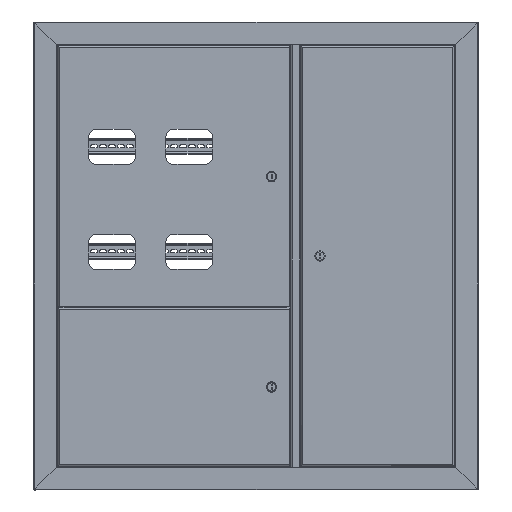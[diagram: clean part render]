
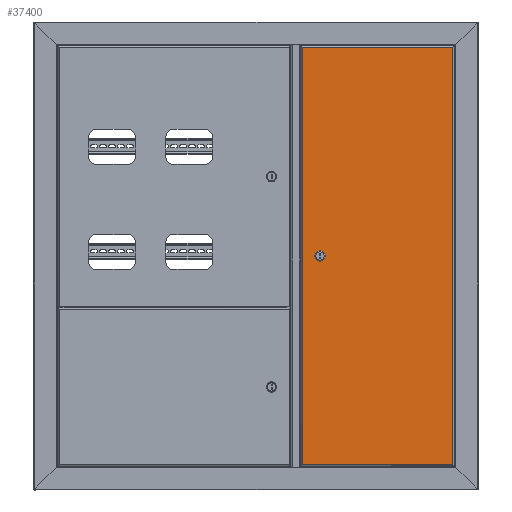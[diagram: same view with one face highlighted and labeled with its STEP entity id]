
A CAD part, top view. The second image highlights one B-rep face of the part: STEP entity #37400.
In plain terms, the highlighted planar face has unit normal (0, 0, 1).
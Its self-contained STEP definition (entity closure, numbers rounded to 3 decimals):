
#306 = CARTESIAN_POINT ( 'NONE',  ( 444.551, 48.5, 0. ) ) ;
#446 = EDGE_CURVE ( 'NONE', #1565, #50328, #55523, .T. ) ;
#1447 = EDGE_CURVE ( 'NONE', #36822, #12423, #49580, .T. ) ;
#1565 = VERTEX_POINT ( 'NONE', #19489 ) ;
#1644 = EDGE_CURVE ( 'NONE', #50328, #9523, #29939, .T. ) ;
#2326 = VERTEX_POINT ( 'NONE', #17608 ) ;
#2409 = EDGE_CURVE ( 'NONE', #10149, #12034, #2820, .T. ) ;
#2820 = LINE ( 'NONE', #12090, #16407 ) ;
#3445 = ORIENTED_EDGE ( 'NONE', *, *, #1644, .T. ) ;
#3734 = FACE_OUTER_BOUND ( 'NONE', #20297, .T. ) ;
#4454 = DIRECTION ( 'NONE',  ( 0., 1., 0. ) ) ;
#6331 = AXIS2_PLACEMENT_3D ( 'NONE', #21984, #7942, #57695 ) ;
#7305 = CARTESIAN_POINT ( 'NONE',  ( 444.551, 31.5, 0. ) ) ;
#7545 = ORIENTED_EDGE ( 'NONE', *, *, #17867, .F. ) ;
#7942 = DIRECTION ( 'NONE',  ( 0., 0., -1. ) ) ;
#8425 = DIRECTION ( 'NONE',  ( 1., 0., 0. ) ) ;
#8487 = CARTESIAN_POINT ( 'NONE',  ( 451.849, 48.5, 0. ) ) ;
#8578 = CIRCLE ( 'NONE', #41916, 9.25 ) ;
#8789 = ORIENTED_EDGE ( 'NONE', *, *, #446, .T. ) ;
#9191 = VECTOR ( 'NONE', #8425, 1000. ) ;
#9523 = VERTEX_POINT ( 'NONE', #29172 ) ;
#10149 = VERTEX_POINT ( 'NONE', #7305 ) ;
#10967 = ORIENTED_EDGE ( 'NONE', *, *, #2409, .F. ) ;
#11512 = DIRECTION ( 'NONE',  ( 1., 0., 0. ) ) ;
#12034 = VERTEX_POINT ( 'NONE', #18596 ) ;
#12090 = CARTESIAN_POINT ( 'NONE',  ( 451.849, 31.5, 0. ) ) ;
#12324 = AXIS2_PLACEMENT_3D ( 'NONE', #39686, #40570, #44435 ) ;
#12423 = VERTEX_POINT ( 'NONE', #306 ) ;
#13500 = LINE ( 'NONE', #44795, #9191 ) ;
#13528 = CARTESIAN_POINT ( 'NONE',  ( 894.7, 1.7, 0. ) ) ;
#16407 = VECTOR ( 'NONE', #52299, 1000. ) ;
#17608 = CARTESIAN_POINT ( 'NONE',  ( 457.45, 40., 0. ) ) ;
#17867 = EDGE_CURVE ( 'NONE', #12034, #2326, #48258, .T. ) ;
#18311 = DIRECTION ( 'NONE',  ( -1., 0., 0. ) ) ;
#18596 = CARTESIAN_POINT ( 'NONE',  ( 451.849, 31.5, 0. ) ) ;
#18641 = CARTESIAN_POINT ( 'NONE',  ( 894.7, 0., 0. ) ) ;
#19087 = VECTOR ( 'NONE', #18311, 1000. ) ;
#19489 = CARTESIAN_POINT ( 'NONE',  ( 894.7, 324., 0. ) ) ;
#20297 = EDGE_LOOP ( 'NONE', ( #49686, #42637, #8789, #3445 ) ) ;
#21984 = CARTESIAN_POINT ( 'NONE',  ( 0., 325.7, 0. ) ) ;
#22048 = VECTOR ( 'NONE', #30597, 1000. ) ;
#22148 = EDGE_CURVE ( 'NONE', #12423, #10149, #57021, .T. ) ;
#23011 = VECTOR ( 'NONE', #34396, 1000. ) ;
#23102 = EDGE_CURVE ( 'NONE', #2326, #36822, #8578, .T. ) ;
#23125 = CARTESIAN_POINT ( 'NONE',  ( 448.2, 40., 0. ) ) ;
#27338 = ORIENTED_EDGE ( 'NONE', *, *, #22148, .F. ) ;
#28789 = VECTOR ( 'NONE', #4454, 1000. ) ;
#29172 = CARTESIAN_POINT ( 'NONE',  ( 1.7, 1.7, 0. ) ) ;
#29939 = LINE ( 'NONE', #42434, #23011 ) ;
#30407 = ORIENTED_EDGE ( 'NONE', *, *, #23102, .F. ) ;
#30597 = DIRECTION ( 'NONE',  ( -1., 0., 0. ) ) ;
#30643 = PLANE ( 'NONE',  #6331 ) ;
#32045 = CARTESIAN_POINT ( 'NONE',  ( 894.993, 324., 0. ) ) ;
#34380 = ORIENTED_EDGE ( 'NONE', *, *, #1447, .F. ) ;
#34396 = DIRECTION ( 'NONE',  ( 0., -1., 0. ) ) ;
#34475 = CARTESIAN_POINT ( 'NONE',  ( 448.2, 40., 0. ) ) ;
#35801 = LINE ( 'NONE', #18641, #28789 ) ;
#36822 = VERTEX_POINT ( 'NONE', #47131 ) ;
#37130 = DIRECTION ( 'NONE',  ( 1., 0., 0. ) ) ;
#37400 = ADVANCED_FACE ( 'NONE', ( #44602, #3734 ), #30643, .F. ) ;
#39686 = CARTESIAN_POINT ( 'NONE',  ( 448.2, 40., 0. ) ) ;
#40570 = DIRECTION ( 'NONE',  ( 0., 0., 1. ) ) ;
#41916 = AXIS2_PLACEMENT_3D ( 'NONE', #23125, #50188, #37130 ) ;
#42434 = CARTESIAN_POINT ( 'NONE',  ( 1.7, 324.293, 0. ) ) ;
#42582 = AXIS2_PLACEMENT_3D ( 'NONE', #34475, #43397, #11512 ) ;
#42637 = ORIENTED_EDGE ( 'NONE', *, *, #44647, .T. ) ;
#43397 = DIRECTION ( 'NONE',  ( 0., 0., 1. ) ) ;
#44435 = DIRECTION ( 'NONE',  ( 1., 0., 0. ) ) ;
#44602 = FACE_BOUND ( 'NONE', #54021, .T. ) ;
#44647 = EDGE_CURVE ( 'NONE', #52874, #1565, #35801, .T. ) ;
#44795 = CARTESIAN_POINT ( 'NONE',  ( 1.7, 1.7, 0. ) ) ;
#47131 = CARTESIAN_POINT ( 'NONE',  ( 451.849, 48.5, 0. ) ) ;
#48258 = CIRCLE ( 'NONE', #42582, 9.25 ) ;
#49580 = LINE ( 'NONE', #8487, #22048 ) ;
#49686 = ORIENTED_EDGE ( 'NONE', *, *, #57005, .T. ) ;
#50188 = DIRECTION ( 'NONE',  ( 0., 0., 1. ) ) ;
#50328 = VERTEX_POINT ( 'NONE', #51598 ) ;
#51598 = CARTESIAN_POINT ( 'NONE',  ( 1.7, 324., 0. ) ) ;
#52299 = DIRECTION ( 'NONE',  ( 1., 0., 0. ) ) ;
#52874 = VERTEX_POINT ( 'NONE', #13528 ) ;
#54021 = EDGE_LOOP ( 'NONE', ( #34380, #30407, #7545, #10967, #27338 ) ) ;
#55523 = LINE ( 'NONE', #32045, #19087 ) ;
#57005 = EDGE_CURVE ( 'NONE', #9523, #52874, #13500, .T. ) ;
#57021 = CIRCLE ( 'NONE', #12324, 9.25 ) ;
#57695 = DIRECTION ( 'NONE',  ( -1., 0., 0. ) ) ;
